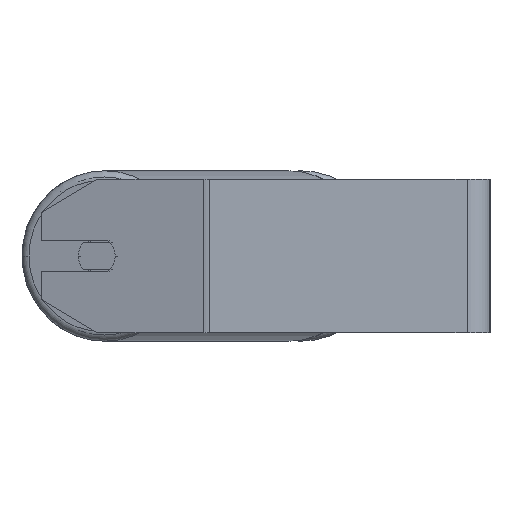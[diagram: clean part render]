
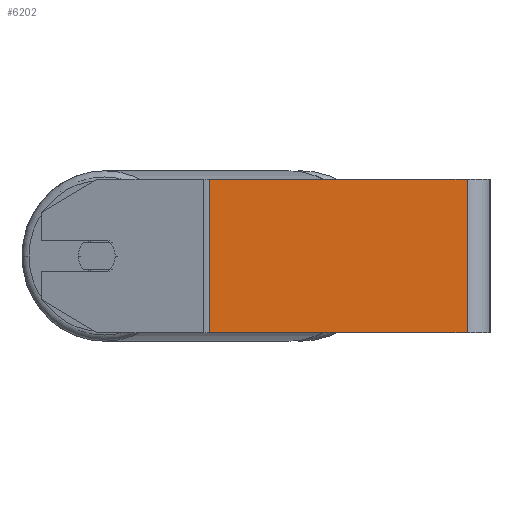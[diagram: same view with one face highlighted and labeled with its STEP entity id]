
A CAD part, left-side view. The second image highlights one B-rep face of the part: STEP entity #6202.
In plain terms, the highlighted planar face has unit normal (-1, 0, 0).
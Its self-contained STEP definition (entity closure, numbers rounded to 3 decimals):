
#27 = VECTOR ( 'NONE', #7944, 1000. ) ;
#443 = EDGE_CURVE ( 'NONE', #5324, #1659, #5734, .T. ) ;
#866 = CARTESIAN_POINT ( 'NONE',  ( -620., 12., 40. ) ) ;
#916 = CARTESIAN_POINT ( 'NONE',  ( -620., 146.474, -40. ) ) ;
#1229 = EDGE_CURVE ( 'NONE', #5324, #1355, #7431, .T. ) ;
#1355 = VERTEX_POINT ( 'NONE', #916 ) ;
#1386 = PLANE ( 'NONE',  #2536 ) ;
#1659 = VERTEX_POINT ( 'NONE', #866 ) ;
#2536 = AXIS2_PLACEMENT_3D ( 'NONE', #6671, #6004, #6582 ) ;
#2733 = CARTESIAN_POINT ( 'NONE',  ( -620., 146.474, 40. ) ) ;
#2760 = FACE_OUTER_BOUND ( 'NONE', #7481, .T. ) ;
#3169 = ORIENTED_EDGE ( 'NONE', *, *, #5247, .T. ) ;
#3227 = CARTESIAN_POINT ( 'NONE',  ( -620., 12., 40. ) ) ;
#3270 = LINE ( 'NONE', #8484, #6325 ) ;
#3683 = ORIENTED_EDGE ( 'NONE', *, *, #1229, .T. ) ;
#3793 = CARTESIAN_POINT ( 'NONE',  ( -620., 146.474, 40. ) ) ;
#4539 = LINE ( 'NONE', #3227, #27 ) ;
#5235 = CARTESIAN_POINT ( 'NONE',  ( -620., 12., -40. ) ) ;
#5247 = EDGE_CURVE ( 'NONE', #1355, #8717, #3270, .T. ) ;
#5324 = VERTEX_POINT ( 'NONE', #3793 ) ;
#5543 = DIRECTION ( 'NONE',  ( 0., 0., -1. ) ) ;
#5734 = LINE ( 'NONE', #6436, #7458 ) ;
#5903 = DIRECTION ( 'NONE',  ( 0., -1., 0. ) ) ;
#6004 = DIRECTION ( 'NONE',  ( 1., 0., 0. ) ) ;
#6202 = ADVANCED_FACE ( 'NONE', ( #2760 ), #1386, .F. ) ;
#6251 = ORIENTED_EDGE ( 'NONE', *, *, #443, .F. ) ;
#6325 = VECTOR ( 'NONE', #5903, 1000. ) ;
#6436 = CARTESIAN_POINT ( 'NONE',  ( -620., 148.054, 40. ) ) ;
#6582 = DIRECTION ( 'NONE',  ( 0., 0., -1. ) ) ;
#6671 = CARTESIAN_POINT ( 'NONE',  ( -620., 148.054, 40. ) ) ;
#7431 = LINE ( 'NONE', #2733, #8195 ) ;
#7458 = VECTOR ( 'NONE', #8573, 1000. ) ;
#7481 = EDGE_LOOP ( 'NONE', ( #3169, #8676, #6251, #3683 ) ) ;
#7944 = DIRECTION ( 'NONE',  ( 0., 0., -1. ) ) ;
#8143 = EDGE_CURVE ( 'NONE', #1659, #8717, #4539, .T. ) ;
#8195 = VECTOR ( 'NONE', #5543, 1000. ) ;
#8484 = CARTESIAN_POINT ( 'NONE',  ( -620., 148.054, -40. ) ) ;
#8573 = DIRECTION ( 'NONE',  ( 0., -1., 0. ) ) ;
#8676 = ORIENTED_EDGE ( 'NONE', *, *, #8143, .F. ) ;
#8717 = VERTEX_POINT ( 'NONE', #5235 ) ;
